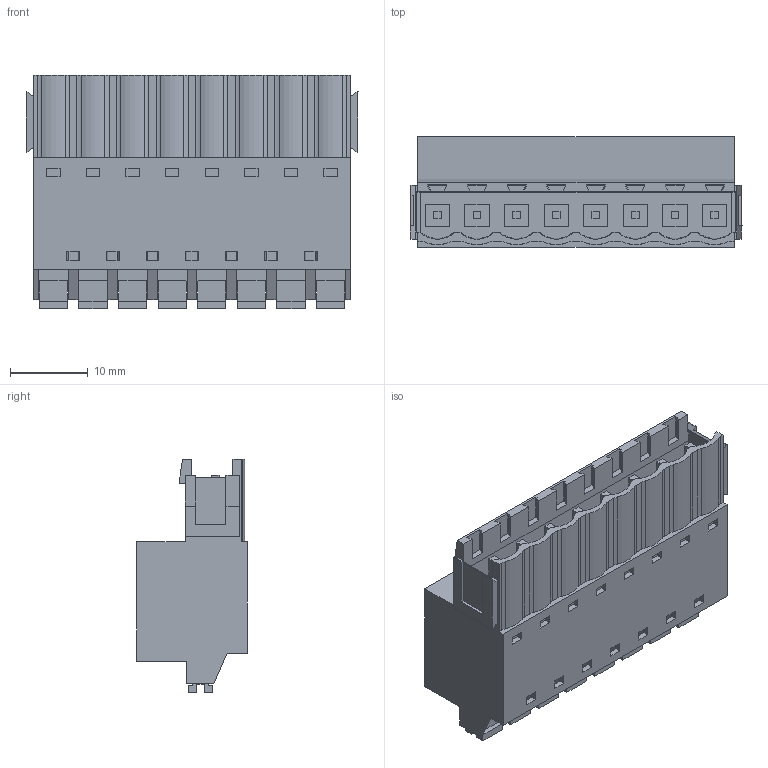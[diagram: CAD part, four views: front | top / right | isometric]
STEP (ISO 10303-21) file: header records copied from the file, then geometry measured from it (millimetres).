
FILE_DESCRIPTION(('CATIA V5 STEP Exchange','CAx-IF Rec.Pracs.--- Model Styling and Organization---1.4--- 2014-01-23'),'2;1');
FILE_NAME ('011713-2_0_1335900000_1335900000.stp','2021-09-20T08:35:06+00:00',('none'),('Weidmueller'),'CATIA Version 5-6 Release 2016 SP3 HF44','CATIA V5 STEP AP214','none');
FILE_SCHEMA(('AUTOMOTIVE_DESIGN { 1 0 10303 214 1 1 1 1 }'));
Length unit declared in the file: millimetre
Products named in the file (1): 1335900000
Bounding box: 42.59 x 14.2 x 29.93 mm (x, y, z)
Volume: 9023.8 mm3; surface area: 8200.5 mm2
Topology: 17 solids, 17 shells, 811 faces, 2145 edges, 1406 vertices
Faces by surface type: plane 723, cylinder 72, extrusion 16
Entity records: 23751 total; most frequent: CARTESIAN_POINT 4992, ORIENTED_EDGE 4290, DIRECTION 3027, EDGE_CURVE 2145, VECTOR 1991, LINE 1975, VERTEX_POINT 1406, EDGE_LOOP 893
